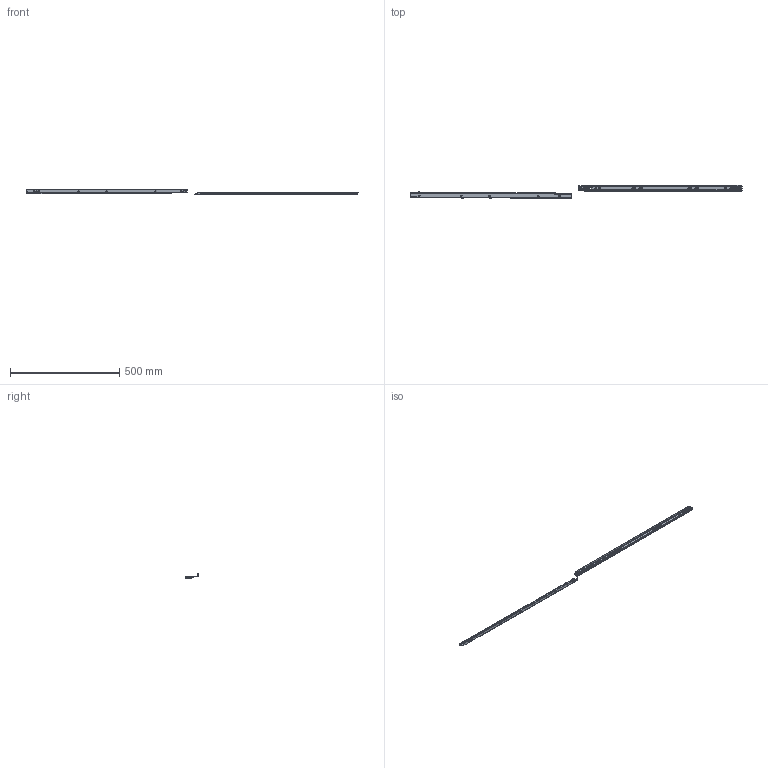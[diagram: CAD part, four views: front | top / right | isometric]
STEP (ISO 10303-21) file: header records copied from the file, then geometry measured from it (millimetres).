
FILE_DESCRIPTION (( 'STEP AP214' ), '1' );
FILE_NAME ('FR_6500.0750mm_30inch_open_left.STEP', '2022-11-15T13:59:56', ( '' ), ( '' ), 'SwSTEP 2.0', 'SolidWorks 2020', '' );
FILE_SCHEMA (( 'AUTOMOTIVE_DESIGN' ));
Length unit declared in the file: millimetre
Products named in the file (6): 6500.XXX-03.0000.LI_NL =  750; 6500.XXX-01.0000.LI_NL =  750; 6500.XXX-01.0000.li_NL 750; 6500.XXX-03.0000.li_NL 750; AG-008; FR_6500.0750mm_30inch_open_left
Assembly tree (5 placements, depth 3):
  FR_6500.0750mm_30inch_open_left
    6500.XXX-01.0000.LI_NL =  750
      6500.XXX-01.0000.li_NL 750
      AG-008
    6500.XXX-03.0000.LI_NL =  750
      6500.XXX-03.0000.li_NL 750
Bounding box: 1517.34 x 59.54 x 23.24 mm (x, y, z)
Volume: 91151.4 mm3; surface area: 127948.7 mm2
Topology: 3 solids, 3 shells, 925 faces, 2269 edges, 1400 vertices
Faces by surface type: cylinder 366, plane 336, cone 116, torus 59, bspline 44, sphere 4
Entity records: 30026 total; most frequent: CARTESIAN_POINT 8064, DIRECTION 4644, ORIENTED_EDGE 4526, EDGE_CURVE 2263, AXIS2_PLACEMENT_3D 1822, VERTEX_POINT 1400, EDGE_LOOP 1061, VECTOR 1000
